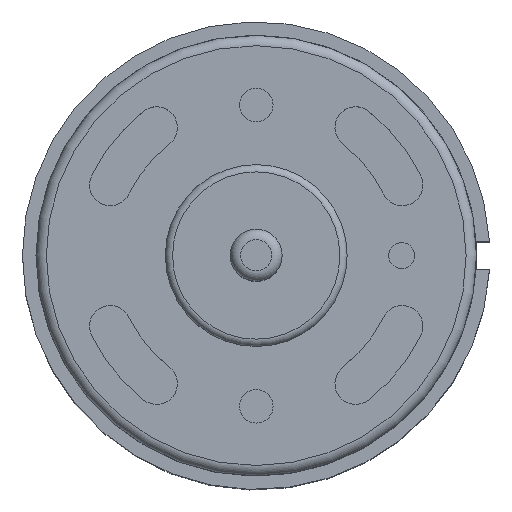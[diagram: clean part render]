
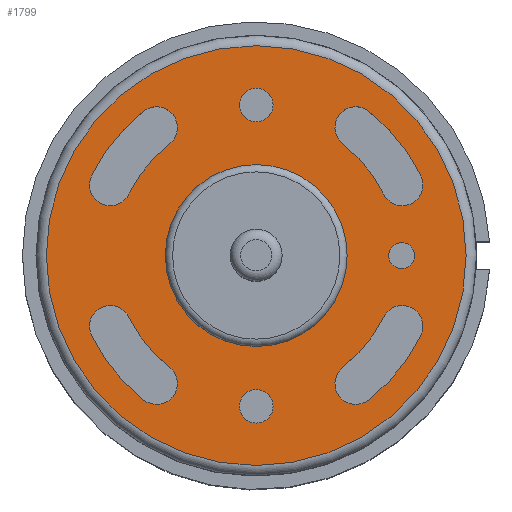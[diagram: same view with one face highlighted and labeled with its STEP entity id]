
A CAD part, top view. The second image highlights one B-rep face of the part: STEP entity #1799.
In plain terms, the highlighted planar face has unit normal (0, 0, 1).
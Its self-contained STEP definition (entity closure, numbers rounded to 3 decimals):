
#34=PLANE('',#1915);
#80=CIRCLE('',#1890,2.);
#82=CIRCLE('',#1893,13.608);
#84=CIRCLE('',#1896,2.);
#86=CIRCLE('',#1899,17.608);
#88=CIRCLE('',#1903,2.);
#90=CIRCLE('',#1906,17.608);
#92=CIRCLE('',#1909,2.);
#94=CIRCLE('',#1912,13.608);
#96=CIRCLE('',#1916,1.25);
#97=CIRCLE('',#1917,20.2);
#98=CIRCLE('',#1918,2.);
#99=CIRCLE('',#1919,17.608);
#100=CIRCLE('',#1920,2.);
#101=CIRCLE('',#1921,13.608);
#102=CIRCLE('',#1922,1.621);
#103=CIRCLE('',#1923,1.621);
#104=CIRCLE('',#1924,8.75);
#105=CIRCLE('',#1925,13.608);
#106=CIRCLE('',#1926,2.);
#107=CIRCLE('',#1927,17.608);
#108=CIRCLE('',#1928,2.);
#411=ORIENTED_EDGE('',*,*,#705,.T.);
#412=ORIENTED_EDGE('',*,*,#706,.T.);
#413=ORIENTED_EDGE('',*,*,#703,.T.);
#414=ORIENTED_EDGE('',*,*,#693,.T.);
#415=ORIENTED_EDGE('',*,*,#697,.T.);
#416=ORIENTED_EDGE('',*,*,#700,.T.);
#417=ORIENTED_EDGE('',*,*,#681,.F.);
#418=ORIENTED_EDGE('',*,*,#691,.F.);
#419=ORIENTED_EDGE('',*,*,#688,.F.);
#420=ORIENTED_EDGE('',*,*,#685,.F.);
#421=ORIENTED_EDGE('',*,*,#707,.F.);
#422=ORIENTED_EDGE('',*,*,#708,.F.);
#423=ORIENTED_EDGE('',*,*,#709,.F.);
#424=ORIENTED_EDGE('',*,*,#710,.F.);
#425=ORIENTED_EDGE('',*,*,#711,.T.);
#426=ORIENTED_EDGE('',*,*,#712,.T.);
#427=ORIENTED_EDGE('',*,*,#713,.F.);
#428=ORIENTED_EDGE('',*,*,#714,.T.);
#429=ORIENTED_EDGE('',*,*,#715,.T.);
#430=ORIENTED_EDGE('',*,*,#716,.T.);
#431=ORIENTED_EDGE('',*,*,#717,.T.);
#681=EDGE_CURVE('',#836,#837,#80,.T.);
#685=EDGE_CURVE('',#837,#840,#82,.T.);
#688=EDGE_CURVE('',#840,#842,#84,.T.);
#691=EDGE_CURVE('',#842,#836,#86,.T.);
#693=EDGE_CURVE('',#844,#845,#88,.T.);
#697=EDGE_CURVE('',#845,#848,#90,.T.);
#700=EDGE_CURVE('',#848,#850,#92,.T.);
#703=EDGE_CURVE('',#850,#844,#94,.T.);
#705=EDGE_CURVE('',#852,#852,#96,.T.);
#706=EDGE_CURVE('',#853,#853,#97,.T.);
#707=EDGE_CURVE('',#854,#855,#98,.T.);
#708=EDGE_CURVE('',#856,#854,#99,.T.);
#709=EDGE_CURVE('',#857,#856,#100,.T.);
#710=EDGE_CURVE('',#855,#857,#101,.T.);
#711=EDGE_CURVE('',#858,#858,#102,.T.);
#712=EDGE_CURVE('',#859,#859,#103,.T.);
#713=EDGE_CURVE('',#860,#860,#104,.T.);
#714=EDGE_CURVE('',#861,#862,#105,.T.);
#715=EDGE_CURVE('',#862,#863,#106,.T.);
#716=EDGE_CURVE('',#863,#864,#107,.T.);
#717=EDGE_CURVE('',#864,#861,#108,.T.);
#836=VERTEX_POINT('',#2544);
#837=VERTEX_POINT('',#2545);
#840=VERTEX_POINT('',#2553);
#842=VERTEX_POINT('',#2559);
#844=VERTEX_POINT('',#2569);
#845=VERTEX_POINT('',#2570);
#848=VERTEX_POINT('',#2578);
#850=VERTEX_POINT('',#2584);
#852=VERTEX_POINT('',#2594);
#853=VERTEX_POINT('',#2596);
#854=VERTEX_POINT('',#2598);
#855=VERTEX_POINT('',#2599);
#856=VERTEX_POINT('',#2601);
#857=VERTEX_POINT('',#2603);
#858=VERTEX_POINT('',#2606);
#859=VERTEX_POINT('',#2608);
#860=VERTEX_POINT('',#2610);
#861=VERTEX_POINT('',#2612);
#862=VERTEX_POINT('',#2613);
#863=VERTEX_POINT('',#2615);
#864=VERTEX_POINT('',#2617);
#964=EDGE_LOOP('',(#411));
#965=EDGE_LOOP('',(#412));
#966=EDGE_LOOP('',(#413,#414,#415,#416));
#967=EDGE_LOOP('',(#417,#418,#419,#420));
#968=EDGE_LOOP('',(#421,#422,#423,#424));
#969=EDGE_LOOP('',(#425));
#970=EDGE_LOOP('',(#426));
#971=EDGE_LOOP('',(#427));
#972=EDGE_LOOP('',(#428,#429,#430,#431));
#1080=FACE_BOUND('',#964,.T.);
#1081=FACE_BOUND('',#965,.T.);
#1082=FACE_BOUND('',#966,.T.);
#1083=FACE_BOUND('',#967,.T.);
#1084=FACE_BOUND('',#968,.T.);
#1085=FACE_BOUND('',#969,.T.);
#1086=FACE_BOUND('',#970,.T.);
#1087=FACE_BOUND('',#971,.T.);
#1088=FACE_BOUND('',#972,.T.);
#1799=ADVANCED_FACE('',(#1080,#1081,#1082,#1083,#1084,#1085,#1086,#1087,
#1088),#34,.T.);
#1890=AXIS2_PLACEMENT_3D('',#2543,#2097,#2098);
#1893=AXIS2_PLACEMENT_3D('',#2552,#2105,#2106);
#1896=AXIS2_PLACEMENT_3D('',#2558,#2112,#2113);
#1899=AXIS2_PLACEMENT_3D('',#2564,#2119,#2120);
#1903=AXIS2_PLACEMENT_3D('',#2568,#2127,#2128);
#1906=AXIS2_PLACEMENT_3D('',#2577,#2135,#2136);
#1909=AXIS2_PLACEMENT_3D('',#2583,#2142,#2143);
#1912=AXIS2_PLACEMENT_3D('',#2589,#2149,#2150);
#1915=AXIS2_PLACEMENT_3D('',#2592,#2155,#2156);
#1916=AXIS2_PLACEMENT_3D('',#2593,#2157,#2158);
#1917=AXIS2_PLACEMENT_3D('',#2595,#2159,#2160);
#1918=AXIS2_PLACEMENT_3D('',#2597,#2161,#2162);
#1919=AXIS2_PLACEMENT_3D('',#2600,#2163,#2164);
#1920=AXIS2_PLACEMENT_3D('',#2602,#2165,#2166);
#1921=AXIS2_PLACEMENT_3D('',#2604,#2167,#2168);
#1922=AXIS2_PLACEMENT_3D('',#2605,#2169,#2170);
#1923=AXIS2_PLACEMENT_3D('',#2607,#2171,#2172);
#1924=AXIS2_PLACEMENT_3D('',#2609,#2173,#2174);
#1925=AXIS2_PLACEMENT_3D('',#2611,#2175,#2176);
#1926=AXIS2_PLACEMENT_3D('',#2614,#2177,#2178);
#1927=AXIS2_PLACEMENT_3D('',#2616,#2179,#2180);
#1928=AXIS2_PLACEMENT_3D('',#2618,#2181,#2182);
#2097=DIRECTION('',(0.,0.,1.));
#2098=DIRECTION('',(0.,-1.,0.));
#2105=DIRECTION('',(0.,0.,-1.));
#2106=DIRECTION('',(0.,1.,0.));
#2112=DIRECTION('',(0.,0.,1.));
#2113=DIRECTION('',(0.,1.,0.));
#2119=DIRECTION('',(0.,0.,1.));
#2120=DIRECTION('',(0.,1.,0.));
#2127=DIRECTION('',(0.,0.,-1.));
#2128=DIRECTION('',(0.,-1.,0.));
#2135=DIRECTION('',(0.,0.,-1.));
#2136=DIRECTION('',(0.,1.,0.));
#2142=DIRECTION('',(0.,0.,-1.));
#2143=DIRECTION('',(0.,1.,0.));
#2149=DIRECTION('',(0.,0.,1.));
#2150=DIRECTION('',(0.,1.,0.));
#2155=DIRECTION('',(0.,0.,1.));
#2156=DIRECTION('',(1.,0.,0.));
#2157=DIRECTION('',(0.,0.,-1.));
#2158=DIRECTION('',(0.,1.,0.));
#2159=DIRECTION('',(0.,0.,1.));
#2160=DIRECTION('',(1.,0.,0.));
#2161=DIRECTION('',(0.,0.,1.));
#2162=DIRECTION('',(0.,1.,0.));
#2163=DIRECTION('',(0.,0.,1.));
#2164=DIRECTION('',(0.,-1.,0.));
#2165=DIRECTION('',(0.,0.,1.));
#2166=DIRECTION('',(0.,-1.,0.));
#2167=DIRECTION('',(0.,0.,-1.));
#2168=DIRECTION('',(0.,-1.,0.));
#2169=DIRECTION('',(0.,0.,-1.));
#2170=DIRECTION('',(0.,-1.,0.));
#2171=DIRECTION('',(0.,0.,-1.));
#2172=DIRECTION('',(0.,-1.,0.));
#2173=DIRECTION('',(0.,0.,1.));
#2174=DIRECTION('',(1.,0.,0.));
#2175=DIRECTION('',(0.,0.,1.));
#2176=DIRECTION('',(0.,-1.,0.));
#2177=DIRECTION('',(0.,0.,-1.));
#2178=DIRECTION('',(0.,1.,0.));
#2179=DIRECTION('',(0.,0.,-1.));
#2180=DIRECTION('',(0.,-1.,0.));
#2181=DIRECTION('',(0.,0.,-1.));
#2182=DIRECTION('',(0.,-1.,0.));
#2543=CARTESIAN_POINT('',(9.579,12.323,75.));
#2544=CARTESIAN_POINT('',(10.806,13.902,75.));
#2545=CARTESIAN_POINT('',(8.352,10.744,75.));
#2552=CARTESIAN_POINT('',(0.,0.,75.));
#2553=CARTESIAN_POINT('',(12.249,5.929,75.));
#2558=CARTESIAN_POINT('',(14.049,6.8,75.));
#2559=CARTESIAN_POINT('',(15.849,7.672,75.));
#2564=CARTESIAN_POINT('',(0.,0.,75.));
#2568=CARTESIAN_POINT('',(14.049,-6.8,75.));
#2569=CARTESIAN_POINT('',(12.249,-5.929,75.));
#2570=CARTESIAN_POINT('',(15.849,-7.672,75.));
#2577=CARTESIAN_POINT('',(0.,0.,75.));
#2578=CARTESIAN_POINT('',(10.806,-13.902,75.));
#2583=CARTESIAN_POINT('',(9.579,-12.323,75.));
#2584=CARTESIAN_POINT('',(8.352,-10.744,75.));
#2589=CARTESIAN_POINT('',(0.,0.,75.));
#2592=CARTESIAN_POINT('',(8.75,0.,75.));
#2593=CARTESIAN_POINT('',(14.,0.,75.));
#2594=CARTESIAN_POINT('',(14.,1.25,75.));
#2595=CARTESIAN_POINT('',(0.,0.,75.));
#2596=CARTESIAN_POINT('',(20.2,0.,75.));
#2597=CARTESIAN_POINT('',(-9.579,-12.323,75.));
#2598=CARTESIAN_POINT('',(-10.806,-13.902,75.));
#2599=CARTESIAN_POINT('',(-8.352,-10.744,75.));
#2600=CARTESIAN_POINT('',(0.,0.,75.));
#2601=CARTESIAN_POINT('',(-15.849,-7.672,75.));
#2602=CARTESIAN_POINT('',(-14.049,-6.8,75.));
#2603=CARTESIAN_POINT('',(-12.249,-5.929,75.));
#2604=CARTESIAN_POINT('',(0.,0.,75.));
#2605=CARTESIAN_POINT('',(0.,14.5,75.));
#2606=CARTESIAN_POINT('',(0.,12.879,75.));
#2607=CARTESIAN_POINT('',(0.,-14.5,75.));
#2608=CARTESIAN_POINT('',(0.,-16.121,75.));
#2609=CARTESIAN_POINT('',(0.,0.,75.));
#2610=CARTESIAN_POINT('',(8.75,0.,75.));
#2611=CARTESIAN_POINT('',(0.,0.,75.));
#2612=CARTESIAN_POINT('',(-8.352,10.744,75.));
#2613=CARTESIAN_POINT('',(-12.249,5.929,75.));
#2614=CARTESIAN_POINT('',(-14.049,6.8,75.));
#2615=CARTESIAN_POINT('',(-15.849,7.672,75.));
#2616=CARTESIAN_POINT('',(0.,0.,75.));
#2617=CARTESIAN_POINT('',(-10.806,13.902,75.));
#2618=CARTESIAN_POINT('',(-9.579,12.323,75.));
